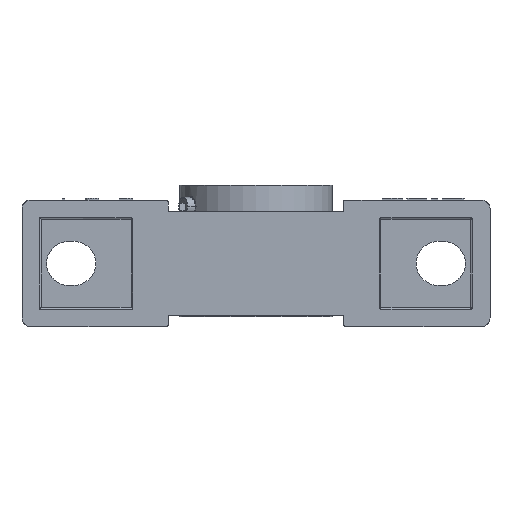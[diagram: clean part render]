
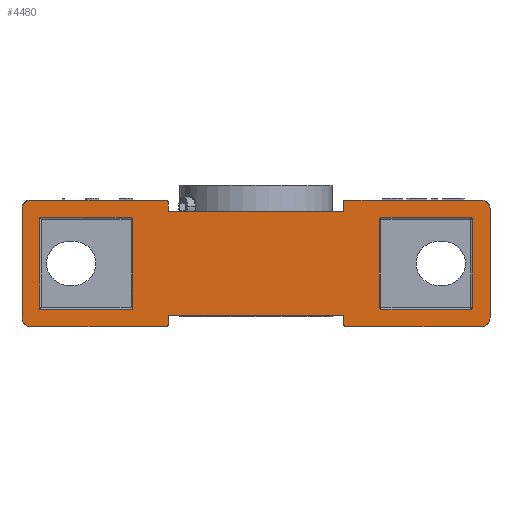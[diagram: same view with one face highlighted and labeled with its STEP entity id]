
A CAD part, front view. The second image highlights one B-rep face of the part: STEP entity #4480.
In plain terms, the highlighted planar face has unit normal (0, -1, 0).
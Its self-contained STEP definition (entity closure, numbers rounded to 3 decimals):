
#2=DIRECTION('',(0.,0.,1.));
#3=VECTOR('',#2,51.);
#4=CARTESIAN_POINT('',(-70.,-78.,-26.));
#5=LINE('',#4,#3);
#6=DIRECTION('',(-1.,0.,0.));
#7=VECTOR('',#6,52.);
#8=CARTESIAN_POINT('',(-71.,-78.,26.));
#9=LINE('',#8,#7);
#10=DIRECTION('',(0.,0.,-1.));
#11=VECTOR('',#10,52.);
#12=CARTESIAN_POINT('',(-123.,-78.,26.));
#13=LINE('',#12,#11);
#14=DIRECTION('',(1.,0.,0.));
#15=VECTOR('',#14,53.);
#16=CARTESIAN_POINT('',(-123.,-78.,-26.));
#17=LINE('',#16,#15);
#18=DIRECTION('',(0.,0.,1.));
#19=VECTOR('',#18,50.);
#20=CARTESIAN_POINT('',(123.,-78.,-25.));
#21=LINE('',#20,#19);
#22=DIRECTION('',(-1.,0.,0.));
#23=VECTOR('',#22,51.);
#24=CARTESIAN_POINT('',(122.,-78.,26.));
#25=LINE('',#24,#23);
#26=DIRECTION('',(0.,0.,-1.));
#27=VECTOR('',#26,50.);
#28=CARTESIAN_POINT('',(70.,-78.,25.));
#29=LINE('',#28,#27);
#30=DIRECTION('',(1.,0.,0.));
#31=VECTOR('',#30,51.);
#32=CARTESIAN_POINT('',(71.,-78.,-26.));
#33=LINE('',#32,#31);
#34=CARTESIAN_POINT('',(128.,-78.,-31.));
#35=DIRECTION('',(0.,-1.,0.));
#36=DIRECTION('',(0.,0.,-1.));
#37=AXIS2_PLACEMENT_3D('',#34,#35,#36);
#39=DIRECTION('',(-1.,0.,0.));
#40=VECTOR('',#39,77.);
#41=CARTESIAN_POINT('',(128.,-78.,-36.));
#42=LINE('',#41,#40);
#43=CARTESIAN_POINT('',(51.,-78.,-35.));
#44=DIRECTION('',(0.,-1.,0.));
#45=DIRECTION('',(-1.,0.,0.));
#46=AXIS2_PLACEMENT_3D('',#43,#44,#45);
#48=DIRECTION('',(1.,0.,0.));
#49=VECTOR('',#48,100.);
#50=CARTESIAN_POINT('',(-50.,-78.,-29.6));
#51=LINE('',#50,#49);
#52=CARTESIAN_POINT('',(-51.,-78.,-35.));
#53=DIRECTION('',(0.,-1.,0.));
#54=DIRECTION('',(0.,0.,-1.));
#55=AXIS2_PLACEMENT_3D('',#52,#53,#54);
#57=DIRECTION('',(-1.,0.,0.));
#58=VECTOR('',#57,77.);
#59=CARTESIAN_POINT('',(-51.,-78.,-36.));
#60=LINE('',#59,#58);
#61=CARTESIAN_POINT('',(-128.,-78.,-31.));
#62=DIRECTION('',(0.,-1.,0.));
#63=DIRECTION('',(-1.,0.,0.));
#64=AXIS2_PLACEMENT_3D('',#61,#62,#63);
#66=DIRECTION('',(0.,0.,1.));
#67=VECTOR('',#66,62.);
#68=CARTESIAN_POINT('',(-133.,-78.,-31.));
#69=LINE('',#68,#67);
#70=CARTESIAN_POINT('',(-128.,-78.,31.));
#71=DIRECTION('',(0.,-1.,0.));
#72=DIRECTION('',(0.,0.,1.));
#73=AXIS2_PLACEMENT_3D('',#70,#71,#72);
#75=DIRECTION('',(1.,0.,0.));
#76=VECTOR('',#75,77.);
#77=CARTESIAN_POINT('',(-128.,-78.,36.));
#78=LINE('',#77,#76);
#79=CARTESIAN_POINT('',(-51.,-78.,35.));
#80=DIRECTION('',(0.,-1.,0.));
#81=DIRECTION('',(1.,0.,0.));
#82=AXIS2_PLACEMENT_3D('',#79,#80,#81);
#84=DIRECTION('',(-1.,0.,0.));
#85=VECTOR('',#84,100.);
#86=CARTESIAN_POINT('',(50.,-78.,29.6));
#87=LINE('',#86,#85);
#88=DIRECTION('',(1.,0.,0.));
#89=VECTOR('',#88,78.);
#90=CARTESIAN_POINT('',(50.,-78.,36.));
#91=LINE('',#90,#89);
#92=CARTESIAN_POINT('',(128.,-78.,31.));
#93=DIRECTION('',(0.,-1.,0.));
#94=DIRECTION('',(1.,0.,0.));
#95=AXIS2_PLACEMENT_3D('',#92,#93,#94);
#97=DIRECTION('',(0.,0.,-1.));
#98=VECTOR('',#97,62.);
#99=CARTESIAN_POINT('',(133.,-78.,31.));
#100=LINE('',#99,#98);
#113=CARTESIAN_POINT('',(-71.,-78.,25.));
#114=DIRECTION('',(0.,1.,0.));
#115=DIRECTION('',(0.,0.,1.));
#116=AXIS2_PLACEMENT_3D('',#113,#114,#115);
#2523=DIRECTION('',(0.,0.,-1.));
#2524=VECTOR('',#2523,6.4);
#2525=CARTESIAN_POINT('',(50.,-78.,36.));
#2526=LINE('',#2525,#2524);
#2718=DIRECTION('',(0.,0.,-1.));
#2719=VECTOR('',#2718,5.4);
#2720=CARTESIAN_POINT('',(50.,-78.,-29.6));
#2721=LINE('',#2720,#2719);
#2932=DIRECTION('',(0.,0.,1.));
#2933=VECTOR('',#2932,5.4);
#2934=CARTESIAN_POINT('',(-50.,-78.,29.6));
#2935=LINE('',#2934,#2933);
#3251=DIRECTION('',(0.,0.,1.));
#3252=VECTOR('',#3251,5.4);
#3253=CARTESIAN_POINT('',(-50.,-78.,-35.));
#3254=LINE('',#3253,#3252);
#3291=CARTESIAN_POINT('',(71.,-78.,-25.));
#3292=DIRECTION('',(0.,1.,0.));
#3293=DIRECTION('',(0.,0.,-1.));
#3294=AXIS2_PLACEMENT_3D('',#3291,#3292,#3293);
#3308=CARTESIAN_POINT('',(71.,-78.,25.));
#3309=DIRECTION('',(0.,1.,0.));
#3310=DIRECTION('',(-1.,0.,0.));
#3311=AXIS2_PLACEMENT_3D('',#3308,#3309,#3310);
#3325=CARTESIAN_POINT('',(122.,-78.,25.));
#3326=DIRECTION('',(0.,1.,0.));
#3327=DIRECTION('',(0.,0.,1.));
#3328=AXIS2_PLACEMENT_3D('',#3325,#3326,#3327);
#3342=CARTESIAN_POINT('',(122.,-78.,-25.));
#3343=DIRECTION('',(0.,1.,0.));
#3344=DIRECTION('',(1.,0.,0.));
#3345=AXIS2_PLACEMENT_3D('',#3342,#3343,#3344);
#3415=CARTESIAN_POINT('',(-50.,-78.,-29.6));
#3416=CARTESIAN_POINT('',(50.,-78.,-29.6));
#3417=VERTEX_POINT('',#3415);
#3418=VERTEX_POINT('',#3416);
#3419=CARTESIAN_POINT('',(50.,-78.,29.6));
#3420=CARTESIAN_POINT('',(-50.,-78.,29.6));
#3421=VERTEX_POINT('',#3419);
#3422=VERTEX_POINT('',#3420);
#3435=CARTESIAN_POINT('',(50.,-78.,36.));
#3436=VERTEX_POINT('',#3435);
#3493=CARTESIAN_POINT('',(-123.,-78.,26.));
#3494=CARTESIAN_POINT('',(-123.,-78.,-26.));
#3495=VERTEX_POINT('',#3493);
#3496=VERTEX_POINT('',#3494);
#3497=CARTESIAN_POINT('',(-70.,-78.,-26.));
#3498=VERTEX_POINT('',#3497);
#3519=CARTESIAN_POINT('',(-51.,-78.,-36.));
#3520=CARTESIAN_POINT('',(-50.,-78.,-35.));
#3521=VERTEX_POINT('',#3519);
#3522=VERTEX_POINT('',#3520);
#3541=CARTESIAN_POINT('',(-50.,-78.,35.));
#3542=CARTESIAN_POINT('',(-51.,-78.,36.));
#3543=VERTEX_POINT('',#3541);
#3544=VERTEX_POINT('',#3542);
#3547=CARTESIAN_POINT('',(50.,-78.,-35.));
#3548=CARTESIAN_POINT('',(51.,-78.,-36.));
#3549=VERTEX_POINT('',#3547);
#3550=VERTEX_POINT('',#3548);
#3593=CARTESIAN_POINT('',(-70.,-78.,25.));
#3595=VERTEX_POINT('',#3593);
#3597=CARTESIAN_POINT('',(-71.,-78.,26.));
#3598=VERTEX_POINT('',#3597);
#3607=CARTESIAN_POINT('',(123.,-78.,25.));
#3609=VERTEX_POINT('',#3607);
#3611=CARTESIAN_POINT('',(122.,-78.,26.));
#3613=VERTEX_POINT('',#3611);
#3615=CARTESIAN_POINT('',(70.,-78.,-25.));
#3617=VERTEX_POINT('',#3615);
#3619=CARTESIAN_POINT('',(71.,-78.,-26.));
#3621=VERTEX_POINT('',#3619);
#3629=CARTESIAN_POINT('',(122.,-78.,-26.));
#3630=VERTEX_POINT('',#3629);
#3631=CARTESIAN_POINT('',(123.,-78.,-25.));
#3633=VERTEX_POINT('',#3631);
#3641=CARTESIAN_POINT('',(71.,-78.,26.));
#3642=VERTEX_POINT('',#3641);
#3643=CARTESIAN_POINT('',(70.,-78.,25.));
#3645=VERTEX_POINT('',#3643);
#4271=CARTESIAN_POINT('',(128.,-78.,-36.));
#4272=CARTESIAN_POINT('',(133.,-78.,-31.));
#4273=VERTEX_POINT('',#4271);
#4274=VERTEX_POINT('',#4272);
#4282=CARTESIAN_POINT('',(133.,-78.,31.));
#4283=CARTESIAN_POINT('',(128.,-78.,36.));
#4284=VERTEX_POINT('',#4282);
#4285=VERTEX_POINT('',#4283);
#4293=CARTESIAN_POINT('',(-133.,-78.,-31.));
#4294=CARTESIAN_POINT('',(-128.,-78.,-36.));
#4295=VERTEX_POINT('',#4293);
#4296=VERTEX_POINT('',#4294);
#4306=CARTESIAN_POINT('',(-133.,-78.,31.));
#4307=VERTEX_POINT('',#4306);
#4308=CARTESIAN_POINT('',(-128.,-78.,36.));
#4309=VERTEX_POINT('',#4308);
#4405=CARTESIAN_POINT('',(0.,-78.,0.));
#4406=DIRECTION('',(0.,1.,0.));
#4407=DIRECTION('',(1.,0.,0.));
#4408=AXIS2_PLACEMENT_3D('',#4405,#4406,#4407);
#4409=PLANE('',#4408);
#4411=ORIENTED_EDGE('',*,*,#4410,.F.);
#4413=ORIENTED_EDGE('',*,*,#4412,.T.);
#4415=ORIENTED_EDGE('',*,*,#4414,.F.);
#4417=ORIENTED_EDGE('',*,*,#4416,.F.);
#4419=ORIENTED_EDGE('',*,*,#4418,.F.);
#4421=ORIENTED_EDGE('',*,*,#4420,.F.);
#4423=ORIENTED_EDGE('',*,*,#4422,.F.);
#4425=ORIENTED_EDGE('',*,*,#4424,.T.);
#4427=ORIENTED_EDGE('',*,*,#4426,.F.);
#4429=ORIENTED_EDGE('',*,*,#4428,.T.);
#4431=ORIENTED_EDGE('',*,*,#4430,.F.);
#4433=ORIENTED_EDGE('',*,*,#4432,.T.);
#4435=ORIENTED_EDGE('',*,*,#4434,.F.);
#4437=ORIENTED_EDGE('',*,*,#4436,.F.);
#4439=ORIENTED_EDGE('',*,*,#4438,.F.);
#4441=ORIENTED_EDGE('',*,*,#4440,.F.);
#4443=ORIENTED_EDGE('',*,*,#4442,.T.);
#4445=ORIENTED_EDGE('',*,*,#4444,.F.);
#4447=ORIENTED_EDGE('',*,*,#4446,.T.);
#4448=EDGE_LOOP('',(#4411,#4413,#4415,#4417,#4419,#4421,#4423,#4425,#4427,#4429,
#4431,#4433,#4435,#4437,#4439,#4441,#4443,#4445,#4447));
#4449=FACE_OUTER_BOUND('',#4448,.F.);
#4451=ORIENTED_EDGE('',*,*,#4450,.T.);
#4453=ORIENTED_EDGE('',*,*,#4452,.F.);
#4455=ORIENTED_EDGE('',*,*,#4454,.T.);
#4457=ORIENTED_EDGE('',*,*,#4456,.F.);
#4459=ORIENTED_EDGE('',*,*,#4458,.T.);
#4461=ORIENTED_EDGE('',*,*,#4460,.F.);
#4463=ORIENTED_EDGE('',*,*,#4462,.T.);
#4465=ORIENTED_EDGE('',*,*,#4464,.F.);
#4466=EDGE_LOOP('',(#4451,#4453,#4455,#4457,#4459,#4461,#4463,#4465));
#4467=FACE_BOUND('',#4466,.F.);
#4469=ORIENTED_EDGE('',*,*,#4468,.T.);
#4471=ORIENTED_EDGE('',*,*,#4470,.F.);
#4473=ORIENTED_EDGE('',*,*,#4472,.T.);
#4475=ORIENTED_EDGE('',*,*,#4474,.T.);
#4477=ORIENTED_EDGE('',*,*,#4476,.T.);
#4478=EDGE_LOOP('',(#4469,#4471,#4473,#4475,#4477));
#4479=FACE_BOUND('',#4478,.F.);
#4480=ADVANCED_FACE('',(#4449,#4467,#4479),#4409,.F.);
#38=CIRCLE('',#37,5.);
#47=CIRCLE('',#46,1.);
#56=CIRCLE('',#55,1.);
#65=CIRCLE('',#64,5.);
#74=CIRCLE('',#73,5.);
#83=CIRCLE('',#82,1.);
#96=CIRCLE('',#95,5.);
#117=CIRCLE('',#116,1.);
#3295=CIRCLE('',#3294,1.);
#3312=CIRCLE('',#3311,1.);
#3329=CIRCLE('',#3328,1.);
#3346=CIRCLE('',#3345,1.);
#4410=EDGE_CURVE('',#4273,#4274,#38,.T.);
#4412=EDGE_CURVE('',#4273,#3550,#42,.T.);
#4414=EDGE_CURVE('',#3549,#3550,#47,.T.);
#4416=EDGE_CURVE('',#3418,#3549,#2721,.T.);
#4418=EDGE_CURVE('',#3417,#3418,#51,.T.);
#4420=EDGE_CURVE('',#3522,#3417,#3254,.T.);
#4422=EDGE_CURVE('',#3521,#3522,#56,.T.);
#4424=EDGE_CURVE('',#3521,#4296,#60,.T.);
#4426=EDGE_CURVE('',#4295,#4296,#65,.T.);
#4428=EDGE_CURVE('',#4295,#4307,#69,.T.);
#4430=EDGE_CURVE('',#4309,#4307,#74,.T.);
#4432=EDGE_CURVE('',#4309,#3544,#78,.T.);
#4434=EDGE_CURVE('',#3543,#3544,#83,.T.);
#4436=EDGE_CURVE('',#3422,#3543,#2935,.T.);
#4438=EDGE_CURVE('',#3421,#3422,#87,.T.);
#4440=EDGE_CURVE('',#3436,#3421,#2526,.T.);
#4442=EDGE_CURVE('',#3436,#4285,#91,.T.);
#4444=EDGE_CURVE('',#4284,#4285,#96,.T.);
#4446=EDGE_CURVE('',#4284,#4274,#100,.T.);
#4450=EDGE_CURVE('',#3633,#3609,#21,.T.);
#4452=EDGE_CURVE('',#3613,#3609,#3329,.T.);
#4454=EDGE_CURVE('',#3613,#3642,#25,.T.);
#4456=EDGE_CURVE('',#3645,#3642,#3312,.T.);
#4458=EDGE_CURVE('',#3645,#3617,#29,.T.);
#4460=EDGE_CURVE('',#3621,#3617,#3295,.T.);
#4462=EDGE_CURVE('',#3621,#3630,#33,.T.);
#4464=EDGE_CURVE('',#3633,#3630,#3346,.T.);
#4468=EDGE_CURVE('',#3498,#3595,#5,.T.);
#4470=EDGE_CURVE('',#3598,#3595,#117,.T.);
#4472=EDGE_CURVE('',#3598,#3495,#9,.T.);
#4474=EDGE_CURVE('',#3495,#3496,#13,.T.);
#4476=EDGE_CURVE('',#3496,#3498,#17,.T.);
